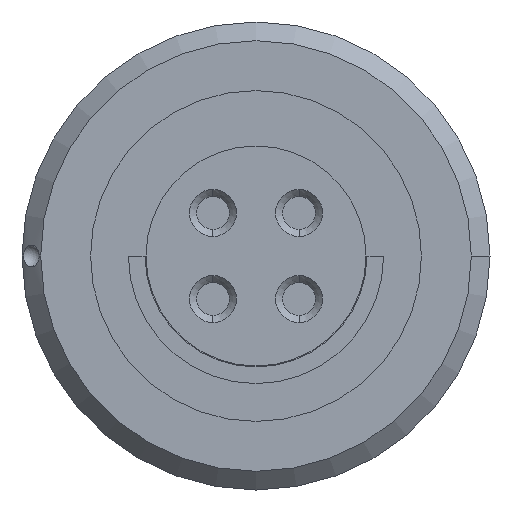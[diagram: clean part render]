
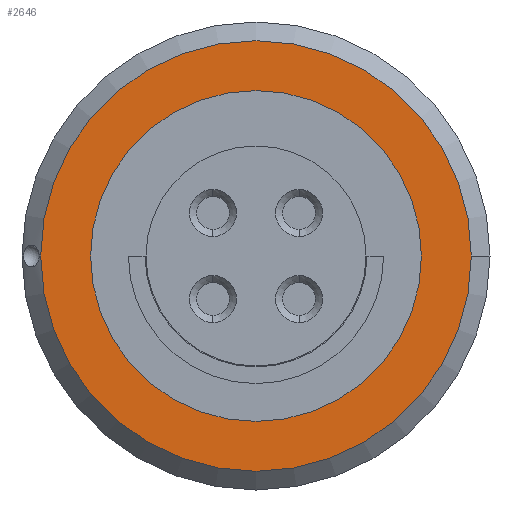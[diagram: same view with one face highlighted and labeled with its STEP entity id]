
A CAD part, left-side view. The second image highlights one B-rep face of the part: STEP entity #2646.
In plain terms, the highlighted planar face has unit normal (-1, 0, 0).
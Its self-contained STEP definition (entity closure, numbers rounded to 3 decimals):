
#539=CARTESIAN_POINT('',(-10.3,0.,0.));
#540=DIRECTION('',(-1.,0.,0.));
#541=DIRECTION('',(0.,1.,0.));
#542=AXIS2_PLACEMENT_3D('',#539,#540,#541);
#547=CARTESIAN_POINT('',(-10.3,0.,0.));
#548=DIRECTION('',(1.,0.,0.));
#549=DIRECTION('',(0.,1.,0.));
#550=AXIS2_PLACEMENT_3D('',#547,#548,#549);
#555=CARTESIAN_POINT('',(-10.3,0.,0.));
#556=DIRECTION('',(1.,0.,0.));
#557=DIRECTION('',(0.,1.,0.));
#558=AXIS2_PLACEMENT_3D('',#555,#556,#557);
#577=CARTESIAN_POINT('',(-10.3,0.,0.));
#578=DIRECTION('',(-1.,0.,0.));
#579=DIRECTION('',(0.,1.,0.));
#580=AXIS2_PLACEMENT_3D('',#577,#578,#579);
#1827=CARTESIAN_POINT('',(-10.3,3.535,0.));
#1829=VERTEX_POINT('',#1827);
#1835=CARTESIAN_POINT('',(-10.3,-4.6,0.));
#1836=VERTEX_POINT('',#1835);
#1837=CARTESIAN_POINT('',(-10.3,-3.535,0.));
#1839=VERTEX_POINT('',#1837);
#1841=CARTESIAN_POINT('',(-10.3,4.6,0.));
#1842=VERTEX_POINT('',#1841);
#2631=CARTESIAN_POINT('',(-10.3,0.,0.));
#2632=DIRECTION('',(1.,0.,0.));
#2633=DIRECTION('',(0.,-1.,0.));
#2634=AXIS2_PLACEMENT_3D('',#2631,#2632,#2633);
#2635=PLANE('',#2634);
#2636=ORIENTED_EDGE('',*,*,#2569,.F.);
#2637=ORIENTED_EDGE('',*,*,#2618,.T.);
#2638=EDGE_LOOP('',(#2636,#2637));
#2639=FACE_OUTER_BOUND('',#2638,.F.);
#2641=ORIENTED_EDGE('',*,*,#2640,.F.);
#2643=ORIENTED_EDGE('',*,*,#2642,.T.);
#2644=EDGE_LOOP('',(#2641,#2643));
#2645=FACE_BOUND('',#2644,.F.);
#543=CIRCLE('',#542,4.6);
#551=CIRCLE('',#550,4.6);
#559=CIRCLE('',#558,3.535);
#581=CIRCLE('',#580,3.535);
#2569=EDGE_CURVE('',#1842,#1836,#543,.T.);
#2618=EDGE_CURVE('',#1842,#1836,#551,.T.);
#2640=EDGE_CURVE('',#1829,#1839,#559,.T.);
#2642=EDGE_CURVE('',#1829,#1839,#581,.T.);
#2646=ADVANCED_FACE('',(#2639,#2645),#2635,.F.);
